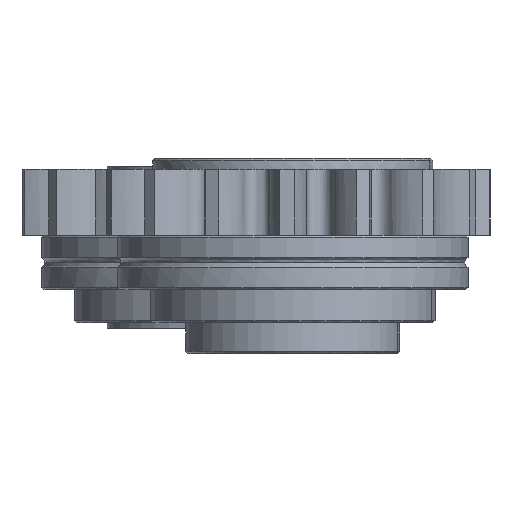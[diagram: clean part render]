
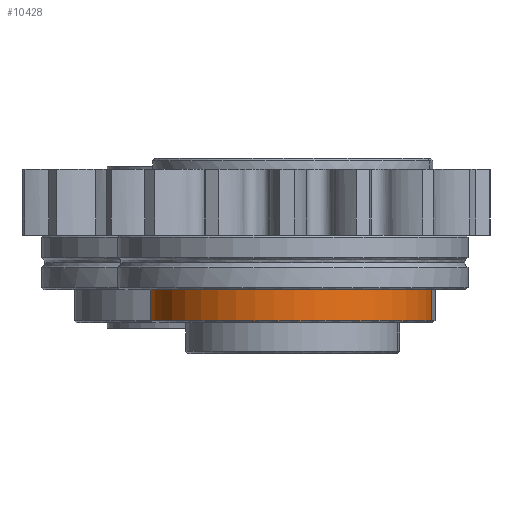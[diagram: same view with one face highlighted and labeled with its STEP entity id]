
A CAD part, front view. The second image highlights one B-rep face of the part: STEP entity #10428.
In plain terms, the highlighted free-form (B-spline) face has degree [2, 1] with [5, 2] control points.
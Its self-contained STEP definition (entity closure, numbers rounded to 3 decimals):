
#6834 = VERTEX_POINT('',#6835);
#6835 = CARTESIAN_POINT('',(-72.64,-20.954,
    -9.163));
#6841 = VERTEX_POINT('',#6842);
#6842 = CARTESIAN_POINT('',(-37.454,-29.006,
    -9.163));
#7018 = EDGE_CURVE('',#6834,#7019,#7021,.T.);
#7019 = VERTEX_POINT('',#7020);
#7020 = CARTESIAN_POINT('',(-72.64,-20.954,
    1.666));
#7021 = B_SPLINE_CURVE_WITH_KNOTS('',1,(#7022,#7023),.UNSPECIFIED.,.F.,
  .F.,(2,2),(-8.325,-0.525),.PIECEWISE_BEZIER_KNOTS.);
#7022 = CARTESIAN_POINT('',(-72.64,-20.954,
    -9.163));
#7023 = CARTESIAN_POINT('',(-72.64,-20.954,
    1.666));
#7026 = VERTEX_POINT('',#7027);
#7027 = CARTESIAN_POINT('',(-37.454,-29.006,
    1.666));
#7035 = EDGE_CURVE('',#6841,#7026,#7036,.T.);
#7036 = B_SPLINE_CURVE_WITH_KNOTS('',1,(#7037,#7038),.UNSPECIFIED.,.F.,
  .F.,(2,2),(-8.325,-0.525),.PIECEWISE_BEZIER_KNOTS.);
#7037 = CARTESIAN_POINT('',(-37.454,-29.006,
    -9.163));
#7038 = CARTESIAN_POINT('',(-37.454,-29.006,
    1.666));
#8994 = EDGE_CURVE('',#7019,#7026,#8995,.T.);
#8995 = ( BOUNDED_CURVE() B_SPLINE_CURVE(2,(#8996,#8997,#8998,#8999,
#9000),.UNSPECIFIED.,.F.,.F.) B_SPLINE_CURVE_WITH_KNOTS((3,2,3),(
    3.142,4.712,6.283),
.PIECEWISE_BEZIER_KNOTS.) CURVE() GEOMETRIC_REPRESENTATION_ITEM() 
RATIONAL_B_SPLINE_CURVE((1.,0.707,1.,0.707,1.)) 
REPRESENTATION_ITEM('') );
#8996 = CARTESIAN_POINT('',(-72.64,-20.954,
    1.666));
#8997 = CARTESIAN_POINT('',(-76.666,-38.547,
    1.666));
#8998 = CARTESIAN_POINT('',(-59.073,-42.573,
    1.666));
#8999 = CARTESIAN_POINT('',(-41.479,-46.599,
    1.666));
#9000 = CARTESIAN_POINT('',(-37.454,-29.006,
    1.666));
#10428 = ADVANCED_FACE('',(#10429),#10442,.T.);
#10429 = FACE_BOUND('',#10430,.T.);
#10430 = EDGE_LOOP('',(#10431,#10432,#10440,#10441));
#10431 = ORIENTED_EDGE('',*,*,#7018,.F.);
#10432 = ORIENTED_EDGE('',*,*,#10433,.T.);
#10433 = EDGE_CURVE('',#6834,#6841,#10434,.T.);
#10434 = ( BOUNDED_CURVE() B_SPLINE_CURVE(2,(#10435,#10436,#10437,#10438
,#10439),.UNSPECIFIED.,.F.,.F.) B_SPLINE_CURVE_WITH_KNOTS((3,2,3),(
    3.142,4.712,6.283),
.PIECEWISE_BEZIER_KNOTS.) CURVE() GEOMETRIC_REPRESENTATION_ITEM() 
RATIONAL_B_SPLINE_CURVE((1.,0.707,1.,0.707,1.)) 
REPRESENTATION_ITEM('') );
#10435 = CARTESIAN_POINT('',(-72.64,-20.954,
    -9.163));
#10436 = CARTESIAN_POINT('',(-76.666,-38.547,
    -9.163));
#10437 = CARTESIAN_POINT('',(-59.073,-42.573,
    -9.163));
#10438 = CARTESIAN_POINT('',(-41.479,-46.599,
    -9.163));
#10439 = CARTESIAN_POINT('',(-37.454,-29.006,
    -9.163));
#10440 = ORIENTED_EDGE('',*,*,#7035,.T.);
#10441 = ORIENTED_EDGE('',*,*,#8994,.F.);
#10442 = ( BOUNDED_SURFACE() B_SPLINE_SURFACE(2,1,(
    (#10443,#10444)
    ,(#10445,#10446)
    ,(#10447,#10448)
    ,(#10449,#10450)
    ,(#10451,#10452
)),.UNSPECIFIED.,.F.,.F.,.F.) B_SPLINE_SURFACE_WITH_KNOTS((3,2,3),(2,2),
  (3.142,4.712,6.283),(-8.325,-0.525),
.PIECEWISE_BEZIER_KNOTS.) GEOMETRIC_REPRESENTATION_ITEM() 
RATIONAL_B_SPLINE_SURFACE((
    (1.,1.)
    ,(0.707,0.707)
    ,(1.,1.)
    ,(0.707,0.707)
,(1.,1.))) REPRESENTATION_ITEM('') SURFACE() );
#10443 = CARTESIAN_POINT('',(-72.64,-20.954,
    -9.163));
#10444 = CARTESIAN_POINT('',(-72.64,-20.954,
    1.666));
#10445 = CARTESIAN_POINT('',(-76.666,-38.547,
    -9.163));
#10446 = CARTESIAN_POINT('',(-76.666,-38.547,
    1.666));
#10447 = CARTESIAN_POINT('',(-59.073,-42.573,
    -9.163));
#10448 = CARTESIAN_POINT('',(-59.073,-42.573,
    1.666));
#10449 = CARTESIAN_POINT('',(-41.479,-46.599,
    -9.163));
#10450 = CARTESIAN_POINT('',(-41.479,-46.599,
    1.666));
#10451 = CARTESIAN_POINT('',(-37.454,-29.006,
    -9.163));
#10452 = CARTESIAN_POINT('',(-37.454,-29.006,
    1.666));
